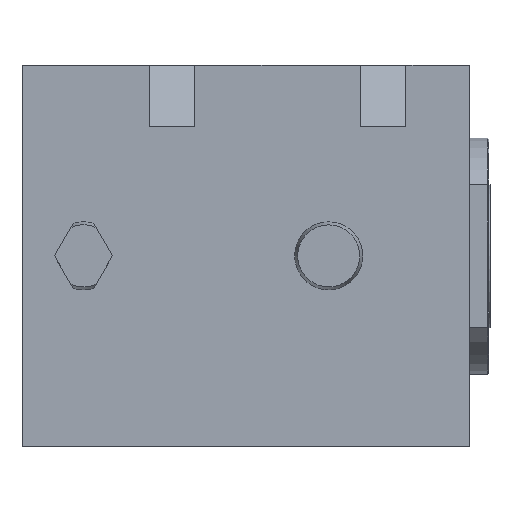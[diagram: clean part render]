
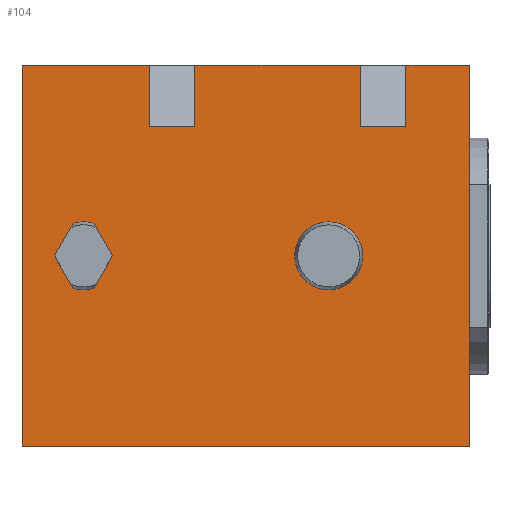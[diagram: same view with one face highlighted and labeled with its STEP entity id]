
A CAD part, top view. The second image highlights one B-rep face of the part: STEP entity #104.
In plain terms, the highlighted planar face has unit normal (0, 0, 1).
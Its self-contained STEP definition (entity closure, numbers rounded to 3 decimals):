
#104=ADVANCED_FACE('',(#218,#219,#220),#155,.T.);
#155=PLANE('',#925);
#188=CIRCLE('',#922,14.998);
#189=CIRCLE('',#923,14.998);
#190=CIRCLE('',#924,14.998);
#218=FACE_BOUND('',#237,.T.);
#219=FACE_BOUND('',#238,.T.);
#220=FACE_BOUND('',#239,.T.);
#237=EDGE_LOOP('',(#298,#299,#300,#301,#302,#303,#304,#305,#306,#307,#308,
#309));
#238=EDGE_LOOP('',(#310,#311,#312,#313,#314,#315));
#239=EDGE_LOOP('',(#316));
#298=ORIENTED_EDGE('',*,*,#613,.T.);
#299=ORIENTED_EDGE('',*,*,#614,.T.);
#300=ORIENTED_EDGE('',*,*,#615,.F.);
#301=ORIENTED_EDGE('',*,*,#616,.F.);
#302=ORIENTED_EDGE('',*,*,#617,.T.);
#303=ORIENTED_EDGE('',*,*,#618,.T.);
#304=ORIENTED_EDGE('',*,*,#619,.F.);
#305=ORIENTED_EDGE('',*,*,#620,.T.);
#306=ORIENTED_EDGE('',*,*,#621,.T.);
#307=ORIENTED_EDGE('',*,*,#622,.F.);
#308=ORIENTED_EDGE('',*,*,#623,.T.);
#309=ORIENTED_EDGE('',*,*,#624,.T.);
#310=ORIENTED_EDGE('',*,*,#625,.F.);
#311=ORIENTED_EDGE('',*,*,#626,.F.);
#312=ORIENTED_EDGE('',*,*,#627,.T.);
#313=ORIENTED_EDGE('',*,*,#628,.T.);
#314=ORIENTED_EDGE('',*,*,#629,.T.);
#315=ORIENTED_EDGE('',*,*,#630,.T.);
#316=ORIENTED_EDGE('',*,*,#631,.T.);
#534=VERTEX_POINT('',#1260);
#535=VERTEX_POINT('',#1261);
#536=VERTEX_POINT('',#1263);
#537=VERTEX_POINT('',#1265);
#538=VERTEX_POINT('',#1267);
#539=VERTEX_POINT('',#1269);
#540=VERTEX_POINT('',#1271);
#541=VERTEX_POINT('',#1273);
#542=VERTEX_POINT('',#1275);
#543=VERTEX_POINT('',#1277);
#544=VERTEX_POINT('',#1279);
#545=VERTEX_POINT('',#1281);
#546=VERTEX_POINT('',#1284);
#547=VERTEX_POINT('',#1285);
#548=VERTEX_POINT('',#1287);
#549=VERTEX_POINT('',#1289);
#550=VERTEX_POINT('',#1291);
#551=VERTEX_POINT('',#1293);
#552=VERTEX_POINT('',#1296);
#613=EDGE_CURVE('',#534,#535,#731,.T.);
#614=EDGE_CURVE('',#535,#536,#732,.T.);
#615=EDGE_CURVE('',#537,#536,#733,.T.);
#616=EDGE_CURVE('',#538,#537,#734,.T.);
#617=EDGE_CURVE('',#538,#539,#735,.T.);
#618=EDGE_CURVE('',#539,#540,#736,.T.);
#619=EDGE_CURVE('',#541,#540,#737,.T.);
#620=EDGE_CURVE('',#541,#542,#738,.T.);
#621=EDGE_CURVE('',#542,#543,#739,.T.);
#622=EDGE_CURVE('',#544,#543,#740,.T.);
#623=EDGE_CURVE('',#544,#545,#741,.T.);
#624=EDGE_CURVE('',#545,#534,#742,.T.);
#625=EDGE_CURVE('',#546,#547,#743,.T.);
#626=EDGE_CURVE('',#548,#546,#744,.T.);
#627=EDGE_CURVE('',#548,#549,#188,.T.);
#628=EDGE_CURVE('',#549,#550,#745,.T.);
#629=EDGE_CURVE('',#550,#551,#746,.T.);
#630=EDGE_CURVE('',#551,#547,#189,.T.);
#631=EDGE_CURVE('',#552,#552,#190,.T.);
#731=LINE('',#1259,#810);
#732=LINE('',#1262,#811);
#733=LINE('',#1264,#812);
#734=LINE('',#1266,#813);
#735=LINE('',#1268,#814);
#736=LINE('',#1270,#815);
#737=LINE('',#1272,#816);
#738=LINE('',#1274,#817);
#739=LINE('',#1276,#818);
#740=LINE('',#1278,#819);
#741=LINE('',#1280,#820);
#742=LINE('',#1282,#821);
#743=LINE('',#1283,#822);
#744=LINE('',#1286,#823);
#745=LINE('',#1290,#824);
#746=LINE('',#1292,#825);
#810=VECTOR('',#1011,1.);
#811=VECTOR('',#1012,1.);
#812=VECTOR('',#1013,1.);
#813=VECTOR('',#1014,1.);
#814=VECTOR('',#1015,1.);
#815=VECTOR('',#1016,1.);
#816=VECTOR('',#1017,1.);
#817=VECTOR('',#1018,1.);
#818=VECTOR('',#1019,1.);
#819=VECTOR('',#1020,1.);
#820=VECTOR('',#1021,1.);
#821=VECTOR('',#1022,1.);
#822=VECTOR('',#1023,1.);
#823=VECTOR('',#1024,1.);
#824=VECTOR('',#1027,1.);
#825=VECTOR('',#1028,1.);
#922=AXIS2_PLACEMENT_3D('',#1288,#1025,#1026);
#923=AXIS2_PLACEMENT_3D('',#1294,#1029,#1030);
#924=AXIS2_PLACEMENT_3D('',#1295,#1031,#1032);
#925=AXIS2_PLACEMENT_3D('',#1297,#1033,#1034);
#1011=DIRECTION('',(-1.,0.,0.));
#1012=DIRECTION('',(0.,-1.,0.));
#1013=DIRECTION('',(1.,0.,0.));
#1014=DIRECTION('',(0.,-1.,0.));
#1015=DIRECTION('',(-1.,0.,0.));
#1016=DIRECTION('',(0.,-1.,0.));
#1017=DIRECTION('',(-1.,0.,0.));
#1018=DIRECTION('',(0.,1.,0.));
#1019=DIRECTION('',(-1.,0.,0.));
#1020=DIRECTION('',(0.,1.,0.));
#1021=DIRECTION('',(-1.,0.,0.));
#1022=DIRECTION('',(0.,1.,0.));
#1023=DIRECTION('',(-0.5,0.866,0.));
#1024=DIRECTION('',(0.5,0.866,0.));
#1025=DIRECTION('',(0.,0.,-1.));
#1026=DIRECTION('',(0.,-1.,0.));
#1027=DIRECTION('',(-0.5,0.866,0.));
#1028=DIRECTION('',(0.5,0.866,0.));
#1029=DIRECTION('',(0.,0.,-1.));
#1030=DIRECTION('',(0.,-1.,0.));
#1031=DIRECTION('',(0.,0.,-1.));
#1032=DIRECTION('',(0.,-1.,0.));
#1033=DIRECTION('',(0.,0.,1.));
#1034=DIRECTION('',(1.,0.,0.));
#1259=CARTESIAN_POINT('',(40.7,84.,0.));
#1260=CARTESIAN_POINT('',(14.,84.,0.));
#1261=CARTESIAN_POINT('',(-59.,84.,0.));
#1262=CARTESIAN_POINT('',(-59.,84.,0.));
#1263=CARTESIAN_POINT('',(-59.,57.,0.));
#1264=CARTESIAN_POINT('',(-79.,57.,0.));
#1265=CARTESIAN_POINT('',(-79.,57.,0.));
#1266=CARTESIAN_POINT('',(-79.,84.,0.));
#1267=CARTESIAN_POINT('',(-79.,84.,0.));
#1268=CARTESIAN_POINT('',(40.7,84.,0.));
#1269=CARTESIAN_POINT('',(-135.,84.,0.));
#1270=CARTESIAN_POINT('',(-135.,-84.,0.));
#1271=CARTESIAN_POINT('',(-135.,-84.,0.));
#1272=CARTESIAN_POINT('',(40.7,-84.,0.));
#1273=CARTESIAN_POINT('',(62.,-84.,0.));
#1274=CARTESIAN_POINT('',(62.,-84.,0.));
#1275=CARTESIAN_POINT('',(62.,84.,0.));
#1276=CARTESIAN_POINT('',(66.8,84.,0.));
#1277=CARTESIAN_POINT('',(34.,84.,0.));
#1278=CARTESIAN_POINT('',(34.,57.,0.));
#1279=CARTESIAN_POINT('',(34.,57.,0.));
#1280=CARTESIAN_POINT('',(40.7,57.,0.));
#1281=CARTESIAN_POINT('',(14.,57.,0.));
#1282=CARTESIAN_POINT('',(14.,57.,0.));
#1283=CARTESIAN_POINT('',(-24.845,-121.842,0.));
#1284=CARTESIAN_POINT('',(-95.19,0.,0.));
#1285=CARTESIAN_POINT('',(-103.45,14.306,0.));
#1286=CARTESIAN_POINT('',(-97.591,-4.158,0.));
#1287=CARTESIAN_POINT('',(-103.45,-14.306,0.));
#1288=CARTESIAN_POINT('',(-107.95,0.,0.));
#1289=CARTESIAN_POINT('',(-112.45,-14.306,0.));
#1290=CARTESIAN_POINT('',(-43.984,-132.893,0.));
#1291=CARTESIAN_POINT('',(-120.71,0.,0.));
#1292=CARTESIAN_POINT('',(-116.73,6.893,0.));
#1293=CARTESIAN_POINT('',(-112.45,14.306,0.));
#1294=CARTESIAN_POINT('',(-107.95,0.,0.));
#1295=CARTESIAN_POINT('',(0.,0.,0.));
#1296=CARTESIAN_POINT('',(0.,-14.997,0.));
#1297=CARTESIAN_POINT('',(40.7,-84.,0.));
